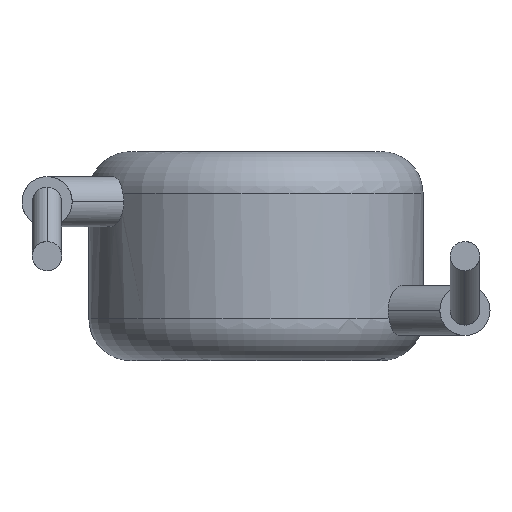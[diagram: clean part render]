
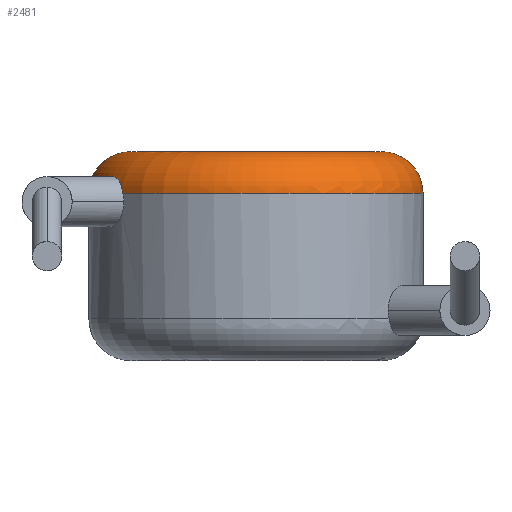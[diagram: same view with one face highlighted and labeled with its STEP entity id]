
A CAD part, front view. The second image highlights one B-rep face of the part: STEP entity #2481.
In plain terms, the highlighted toroidal (fillet/blend) face has major radius 3 mm and minor radius 1 mm.
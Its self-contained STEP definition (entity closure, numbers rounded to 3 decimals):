
#16 = DIRECTION ( 'NONE',  ( 0., 0., -1. ) ) ;
#37 = AXIS2_PLACEMENT_3D ( 'NONE', #3731, #701, #1679 ) ;
#39 = CARTESIAN_POINT ( 'NONE',  ( -4., 0., 4. ) ) ;
#41 = EDGE_CURVE ( 'NONE', #2366, #2365, #2303, .T. ) ;
#58 = AXIS2_PLACEMENT_3D ( 'NONE', #1985, #1683, #3475 ) ;
#78 = DIRECTION ( 'NONE',  ( 0., 0., -1. ) ) ;
#181 = DIRECTION ( 'NONE',  ( 1., 0., 0. ) ) ;
#381 = ORIENTED_EDGE ( 'NONE', *, *, #3217, .F. ) ;
#468 = CARTESIAN_POINT ( 'NONE',  ( -3.721, -1.468, 4.117 ) ) ;
#473 = CARTESIAN_POINT ( 'NONE',  ( 0., 0., 5. ) ) ;
#484 = EDGE_CURVE ( 'NONE', #3721, #544, #1410, .T. ) ;
#543 = ORIENTED_EDGE ( 'NONE', *, *, #2749, .F. ) ;
#544 = VERTEX_POINT ( 'NONE', #39 ) ;
#577 = DIRECTION ( 'NONE',  ( 1., 0., 0. ) ) ;
#584 = EDGE_LOOP ( 'NONE', ( #3417, #3445, #3687, #543, #3175, #381 ) ) ;
#701 = DIRECTION ( 'NONE',  ( 0., 0., 1. ) ) ;
#786 = B_SPLINE_CURVE_WITH_KNOTS ( 'NONE', 3,
 ( #2586, #468, #3752, #3474, #1682, #3458, #2829, #2884, #1007, #2598 ),
 .UNSPECIFIED., .F., .F.,
 ( 4, 2, 2, 2, 4 ),
 ( 0., 0., 0.001, 0.001, 0.001 ),
 .UNSPECIFIED. ) ;
#830 = CARTESIAN_POINT ( 'NONE',  ( 0., 0., 4. ) ) ;
#839 = DIRECTION ( 'NONE',  ( 0., 0., -1. ) ) ;
#853 = AXIS2_PLACEMENT_3D ( 'NONE', #976, #2761, #16 ) ;
#976 = CARTESIAN_POINT ( 'NONE',  ( 3., 0., 4. ) ) ;
#985 = FACE_OUTER_BOUND ( 'NONE', #584, .T. ) ;
#1007 = CARTESIAN_POINT ( 'NONE',  ( -3.208, -2.389, 4.118 ) ) ;
#1189 = AXIS2_PLACEMENT_3D ( 'NONE', #3575, #839, #2694 ) ;
#1199 = CARTESIAN_POINT ( 'NONE',  ( 3., 0., 5. ) ) ;
#1273 = CARTESIAN_POINT ( 'NONE',  ( -3.183, -2.422, 4. ) ) ;
#1285 = CIRCLE ( 'NONE', #1411, 3. ) ;
#1410 = CIRCLE ( 'NONE', #2205, 4. ) ;
#1411 = AXIS2_PLACEMENT_3D ( 'NONE', #473, #2891, #181 ) ;
#1679 = DIRECTION ( 'NONE',  ( 1., 0., 0. ) ) ;
#1682 = CARTESIAN_POINT ( 'NONE',  ( -3.483, -1.795, 4.401 ) ) ;
#1683 = DIRECTION ( 'NONE',  ( 0., 1., 0. ) ) ;
#1759 = VERTEX_POINT ( 'NONE', #3406 ) ;
#1985 = CARTESIAN_POINT ( 'NONE',  ( -3., 0., 4. ) ) ;
#2205 = AXIS2_PLACEMENT_3D ( 'NONE', #830, #78, #577 ) ;
#2303 = CIRCLE ( 'NONE', #853, 1. ) ;
#2365 = VERTEX_POINT ( 'NONE', #1199 ) ;
#2366 = VERTEX_POINT ( 'NONE', #3677 ) ;
#2400 = VERTEX_POINT ( 'NONE', #1273 ) ;
#2481 = ADVANCED_FACE ( 'NONE', ( #985 ), #2686, .T. ) ;
#2586 = CARTESIAN_POINT ( 'NONE',  ( -3.736, -1.429, 4. ) ) ;
#2598 = CARTESIAN_POINT ( 'NONE',  ( -3.183, -2.422, 4. ) ) ;
#2686 = TOROIDAL_SURFACE ( 'NONE', #37, 3., 1. ) ;
#2694 = DIRECTION ( 'NONE',  ( 1., 0., 0. ) ) ;
#2749 = EDGE_CURVE ( 'NONE', #2366, #2400, #3152, .T. ) ;
#2761 = DIRECTION ( 'NONE',  ( 0., -1., 0. ) ) ;
#2829 = CARTESIAN_POINT ( 'NONE',  ( -3.314, -2.126, 4.36 ) ) ;
#2882 = EDGE_CURVE ( 'NONE', #544, #1759, #2899, .T. ) ;
#2884 = CARTESIAN_POINT ( 'NONE',  ( -3.238, -2.314, 4.22 ) ) ;
#2891 = DIRECTION ( 'NONE',  ( 0., 0., 1. ) ) ;
#2899 = CIRCLE ( 'NONE', #58, 1. ) ;
#3152 = CIRCLE ( 'NONE', #1189, 4. ) ;
#3175 = ORIENTED_EDGE ( 'NONE', *, *, #41, .T. ) ;
#3217 = EDGE_CURVE ( 'NONE', #1759, #2365, #1285, .T. ) ;
#3406 = CARTESIAN_POINT ( 'NONE',  ( -3., 0., 5. ) ) ;
#3417 = ORIENTED_EDGE ( 'NONE', *, *, #2882, .F. ) ;
#3445 = ORIENTED_EDGE ( 'NONE', *, *, #484, .F. ) ;
#3458 = CARTESIAN_POINT ( 'NONE',  ( -3.363, -2.012, 4.399 ) ) ;
#3474 = CARTESIAN_POINT ( 'NONE',  ( -3.553, -1.694, 4.362 ) ) ;
#3475 = DIRECTION ( 'NONE',  ( -1., 0., 0. ) ) ;
#3533 = CARTESIAN_POINT ( 'NONE',  ( -3.736, -1.429, 4. ) ) ;
#3575 = CARTESIAN_POINT ( 'NONE',  ( 0., 0., 4. ) ) ;
#3677 = CARTESIAN_POINT ( 'NONE',  ( 4., 0., 4. ) ) ;
#3687 = ORIENTED_EDGE ( 'NONE', *, *, #3870, .T. ) ;
#3721 = VERTEX_POINT ( 'NONE', #3533 ) ;
#3731 = CARTESIAN_POINT ( 'NONE',  ( 0., 0., 4. ) ) ;
#3752 = CARTESIAN_POINT ( 'NONE',  ( -3.674, -1.53, 4.219 ) ) ;
#3870 = EDGE_CURVE ( 'NONE', #3721, #2400, #786, .T. ) ;
